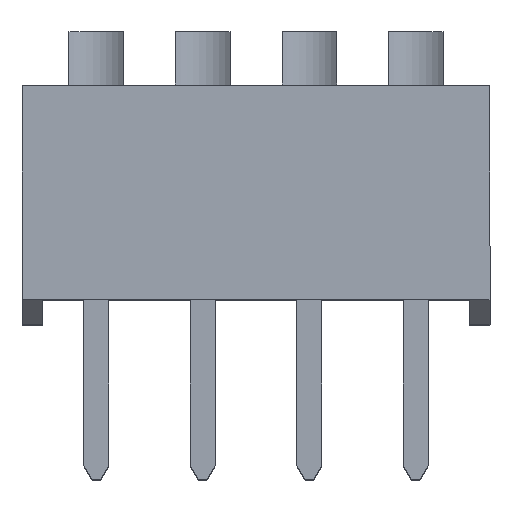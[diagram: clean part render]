
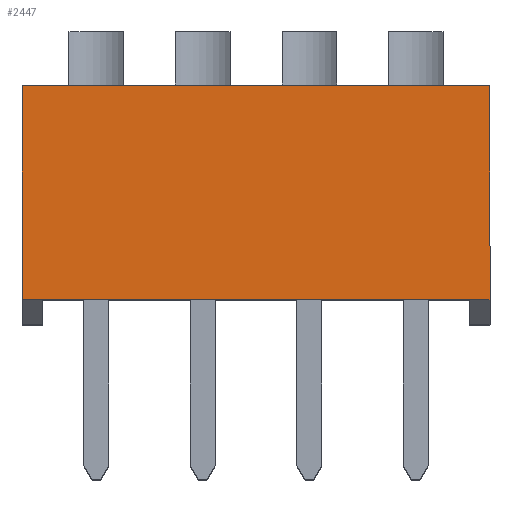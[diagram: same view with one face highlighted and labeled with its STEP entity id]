
A CAD part, top view. The second image highlights one B-rep face of the part: STEP entity #2447.
In plain terms, the highlighted planar face has unit normal (0, 0, 1).
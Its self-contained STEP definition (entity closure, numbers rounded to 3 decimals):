
#2185 = VERTEX_POINT ( 'NONE', #13238 ) ;
#2254 = EDGE_CURVE ( 'NONE', #2330, #2333, #13618, .T. ) ;
#2279 = VERTEX_POINT ( 'NONE', #13668 ) ;
#2293 = EDGE_CURVE ( 'NONE', #2185, #2279, #13719, .T. ) ;
#2330 = VERTEX_POINT ( 'NONE', #13737 ) ;
#2333 = VERTEX_POINT ( 'NONE', #13735 ) ;
#2399 = EDGE_CURVE ( 'NONE', #2185, #2330, #13853, .T. ) ;
#2444 = EDGE_CURVE ( 'NONE', #2279, #2333, #14066, .T. ) ;
#2445 = ORIENTED_EDGE ( 'NONE', *, *, #2293, .F. ) ;
#2446 = ORIENTED_EDGE ( 'NONE', *, *, #2254, .T. ) ;
#2447 = ADVANCED_FACE ( 'NONE', ( #14017 ), #13997, .F. ) ;
#2449 = ORIENTED_EDGE ( 'NONE', *, *, #2444, .F. ) ;
#2455 = EDGE_LOOP ( 'NONE', ( #2457, #2446, #2449, #2445 ) ) ;
#2457 = ORIENTED_EDGE ( 'NONE', *, *, #2399, .T. ) ;
#13238 = CARTESIAN_POINT ( 'NONE',  ( -1.77, 5.7, 1.14 ) ) ;
#13615 = DIRECTION ( 'NONE',  ( 1., 0., 0. ) ) ;
#13616 = VECTOR ( 'NONE', #13615, 1000. ) ;
#13617 = CARTESIAN_POINT ( 'NONE',  ( -7.935, 0.6, 1.14 ) ) ;
#13618 = LINE ( 'NONE', #13617, #13616 ) ;
#13668 = CARTESIAN_POINT ( 'NONE',  ( 9.39, 5.7, 1.14 ) ) ;
#13715 = DIRECTION ( 'NONE',  ( 1., 0., 0. ) ) ;
#13716 = VECTOR ( 'NONE', #13715, 1000. ) ;
#13717 = CARTESIAN_POINT ( 'NONE',  ( -1.77, 5.7, 1.14 ) ) ;
#13719 = LINE ( 'NONE', #13717, #13716 ) ;
#13735 = CARTESIAN_POINT ( 'NONE',  ( 9.39, 0.6, 1.14 ) ) ;
#13737 = CARTESIAN_POINT ( 'NONE',  ( -1.77, 0.6, 1.14 ) ) ;
#13853 = LINE ( 'NONE', #13892, #13890 ) ;
#13889 = DIRECTION ( 'NONE',  ( 0., -1., 0. ) ) ;
#13890 = VECTOR ( 'NONE', #13889, 1000. ) ;
#13892 = CARTESIAN_POINT ( 'NONE',  ( -1.77, 5.7, 1.14 ) ) ;
#13997 = PLANE ( 'NONE',  #14072 ) ;
#14017 = FACE_OUTER_BOUND ( 'NONE', #2455, .T. ) ;
#14063 = DIRECTION ( 'NONE',  ( 0., -1., 0. ) ) ;
#14064 = VECTOR ( 'NONE', #14063, 1000. ) ;
#14065 = CARTESIAN_POINT ( 'NONE',  ( 9.39, 5.7, 1.14 ) ) ;
#14066 = LINE ( 'NONE', #14065, #14064 ) ;
#14072 = AXIS2_PLACEMENT_3D ( 'NONE', #14106, #14105, #14104 ) ;
#14104 = DIRECTION ( 'NONE',  ( -1., 0., 0. ) ) ;
#14105 = DIRECTION ( 'NONE',  ( 0., 0., -1. ) ) ;
#14106 = CARTESIAN_POINT ( 'NONE',  ( -1.77, 5.7, 1.14 ) ) ;
